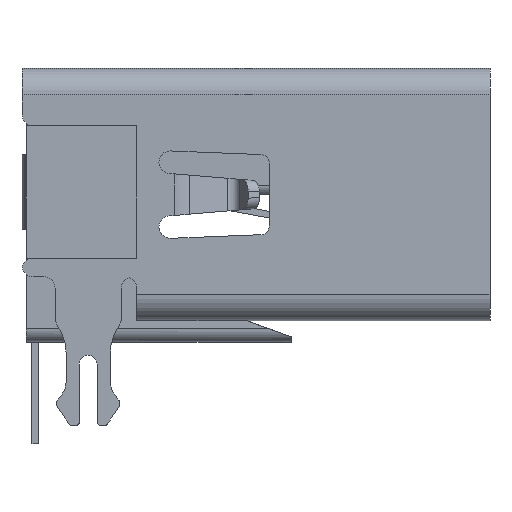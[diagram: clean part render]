
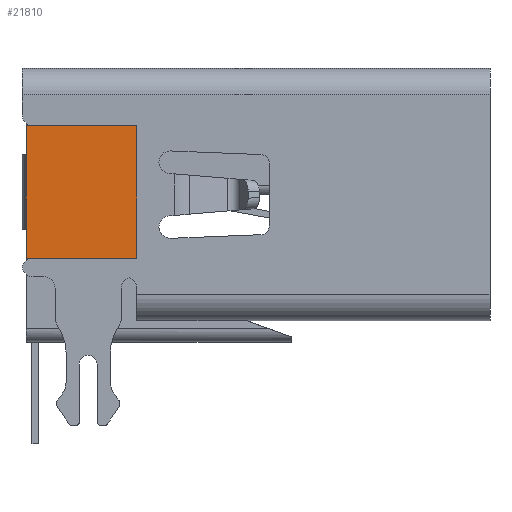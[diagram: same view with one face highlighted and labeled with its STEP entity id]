
A CAD part, left-side view. The second image highlights one B-rep face of the part: STEP entity #21810.
In plain terms, the highlighted planar face has unit normal (-1, 0, 0).
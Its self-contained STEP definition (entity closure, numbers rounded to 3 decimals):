
#594 = DIRECTION ( 'NONE',  ( 0., 1., 0. ) ) ;
#1606 = CARTESIAN_POINT ( 'NONE',  ( -7.3, -2.6, 4.9 ) ) ;
#4035 = EDGE_CURVE ( 'NONE', #4492, #21993, #21165, .T. ) ;
#4492 = VERTEX_POINT ( 'NONE', #26248 ) ;
#4608 = EDGE_CURVE ( 'NONE', #17243, #21993, #25573, .T. ) ;
#5771 = VECTOR ( 'NONE', #29961, 1000. ) ;
#6367 = CARTESIAN_POINT ( 'NONE',  ( -7.3, -2.6, 4.9 ) ) ;
#8309 = DIRECTION ( 'NONE',  ( 0., 0., 1. ) ) ;
#9233 = LINE ( 'NONE', #6367, #36289 ) ;
#11290 = ORIENTED_EDGE ( 'NONE', *, *, #4608, .T. ) ;
#12404 = CARTESIAN_POINT ( 'NONE',  ( -7.3, -0.1, 4.9 ) ) ;
#13393 = DIRECTION ( 'NONE',  ( 0., 1., 0. ) ) ;
#13669 = AXIS2_PLACEMENT_3D ( 'NONE', #34354, #31884, #8309 ) ;
#15518 = LINE ( 'NONE', #26416, #24674 ) ;
#17243 = VERTEX_POINT ( 'NONE', #1606 ) ;
#17857 = EDGE_LOOP ( 'NONE', ( #30496, #36588, #11290, #22556 ) ) ;
#18294 = CARTESIAN_POINT ( 'NONE',  ( -7.3, -0.1, 4.9 ) ) ;
#21165 = LINE ( 'NONE', #18294, #5771 ) ;
#21810 = ADVANCED_FACE ( 'NONE', ( #25947 ), #29020, .T. ) ;
#21934 = CARTESIAN_POINT ( 'NONE',  ( -7.3, -2.6, 1.9 ) ) ;
#21993 = VERTEX_POINT ( 'NONE', #12404 ) ;
#22556 = ORIENTED_EDGE ( 'NONE', *, *, #4035, .F. ) ;
#23596 = VECTOR ( 'NONE', #13393, 1000. ) ;
#23707 = EDGE_CURVE ( 'NONE', #26238, #4492, #15518, .T. ) ;
#24560 = EDGE_CURVE ( 'NONE', #26238, #17243, #9233, .T. ) ;
#24674 = VECTOR ( 'NONE', #594, 1000. ) ;
#25573 = LINE ( 'NONE', #33794, #23596 ) ;
#25947 = FACE_OUTER_BOUND ( 'NONE', #17857, .T. ) ;
#26238 = VERTEX_POINT ( 'NONE', #21934 ) ;
#26248 = CARTESIAN_POINT ( 'NONE',  ( -7.3, -0.1, 1.9 ) ) ;
#26416 = CARTESIAN_POINT ( 'NONE',  ( -7.3, -18.347, 1.9 ) ) ;
#29020 = PLANE ( 'NONE',  #13669 ) ;
#29961 = DIRECTION ( 'NONE',  ( 0., 0., 1. ) ) ;
#30496 = ORIENTED_EDGE ( 'NONE', *, *, #23707, .F. ) ;
#31884 = DIRECTION ( 'NONE',  ( -1., 0., 0. ) ) ;
#33794 = CARTESIAN_POINT ( 'NONE',  ( -7.3, -18.347, 4.9 ) ) ;
#34354 = CARTESIAN_POINT ( 'NONE',  ( -7.3, -18.347, 4.9 ) ) ;
#35608 = DIRECTION ( 'NONE',  ( 0., 0., 1. ) ) ;
#36289 = VECTOR ( 'NONE', #35608, 1000. ) ;
#36588 = ORIENTED_EDGE ( 'NONE', *, *, #24560, .T. ) ;
